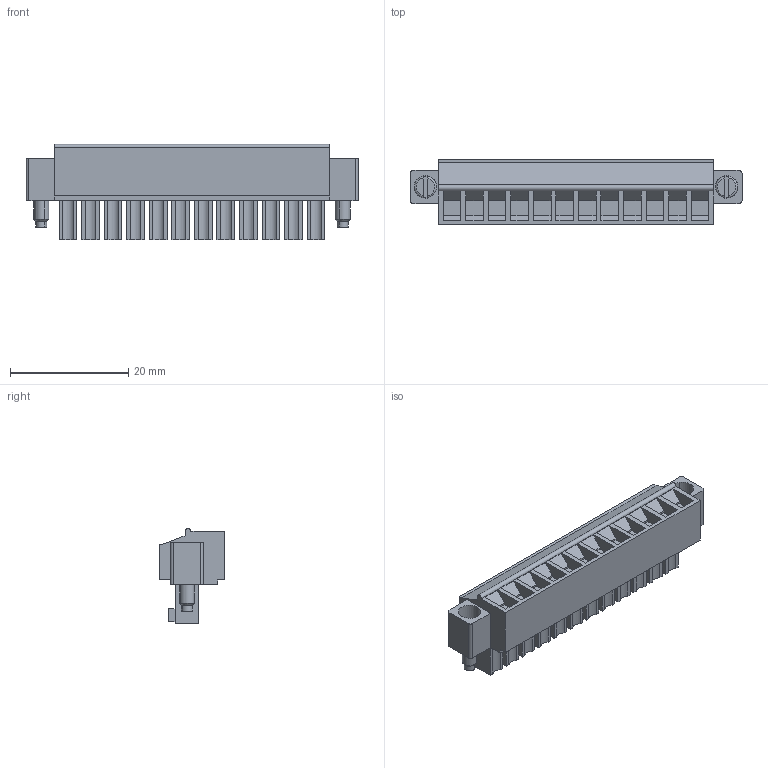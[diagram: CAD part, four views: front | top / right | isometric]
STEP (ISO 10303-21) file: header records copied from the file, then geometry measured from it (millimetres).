
FILE_DESCRIPTION(('CATIA V5 STEP Exchange','CAx-IF Rec.Pracs.--- Model Styling and Organization---1.2---2011-12-15'),'2;1');
FILE_NAME ('D1456245_0_1793020000_1793020000.stp','2018-09-19T13:52:36+00:00',('none'),('Weidmueller'),'CATIA Version 5-6 Release 2014','CATIA V5 STEP AP214','none');
FILE_SCHEMA(('AUTOMOTIVE_DESIGN { 1 0 10303 214 1 1 1 1 }'));
Length unit declared in the file: millimetre
Products named in the file (1): 1793020000
Bounding box: 56.11 x 11.1 x 16.1 mm (x, y, z)
Volume: 4806.2 mm3; surface area: 4481.6 mm2
Topology: 3 solids, 3 shells, 430 faces, 1098 edges, 726 vertices
Faces by surface type: plane 313, cylinder 77, cone 32, torus 8
Entity records: 11574 total; most frequent: ORIENTED_EDGE 2196, CARTESIAN_POINT 2052, DIRECTION 1480, EDGE_CURVE 1098, VECTOR 862, LINE 862, VERTEX_POINT 726, EDGE_LOOP 486
